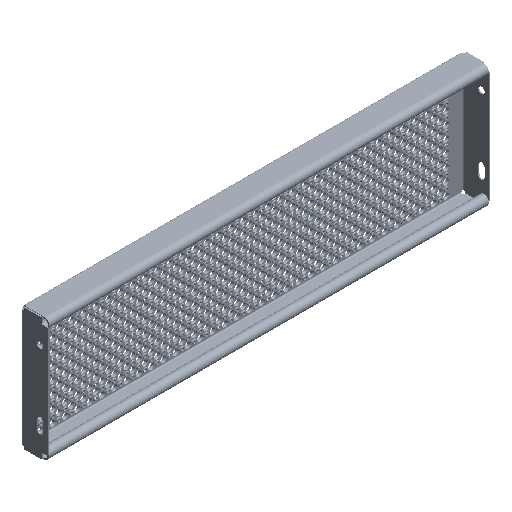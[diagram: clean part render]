
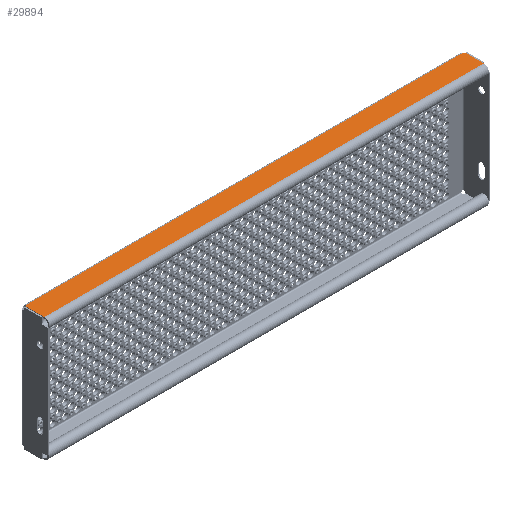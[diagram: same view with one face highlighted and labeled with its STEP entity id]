
A CAD part, isometric view. The second image highlights one B-rep face of the part: STEP entity #29894.
In plain terms, the highlighted planar face has unit normal (0, 0, 1).
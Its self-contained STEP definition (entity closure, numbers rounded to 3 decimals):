
#14557 = AXIS2_PLACEMENT_3D ( 'NONE', #100717, #241241, #200146 ) ;
#18553 = ORIENTED_EDGE ( 'NONE', *, *, #42560, .T. ) ;
#18624 = CARTESIAN_POINT ( 'NONE',  ( 447.49, -7.211, 125. ) ) ;
#23466 = CARTESIAN_POINT ( 'NONE',  ( 448.4, -2.295, 125. ) ) ;
#29894 = ADVANCED_FACE ( 'NONE', ( #96797 ), #160366, .T. ) ;
#32601 = CARTESIAN_POINT ( 'NONE',  ( -443.913, -4.5, 125. ) ) ;
#37325 = CIRCLE ( 'NONE', #58519, 5. ) ;
#38544 = VERTEX_POINT ( 'NONE', #255405 ) ;
#41828 = LINE ( 'NONE', #65610, #158544 ) ;
#42560 = EDGE_CURVE ( 'NONE', #231802, #124212, #136651, .T. ) ;
#45064 = EDGE_CURVE ( 'NONE', #124212, #95385, #41828, .T. ) ;
#49963 = CARTESIAN_POINT ( 'NONE',  ( -446.49, -44.505, 125. ) ) ;
#57156 = LINE ( 'NONE', #18624, #259873 ) ;
#58519 = AXIS2_PLACEMENT_3D ( 'NONE', #161977, #163293, #244214 ) ;
#60925 = CARTESIAN_POINT ( 'NONE',  ( 447.49, -44.505, 125. ) ) ;
#65610 = CARTESIAN_POINT ( 'NONE',  ( -446.49, -44.505, 125. ) ) ;
#68488 = DIRECTION ( 'NONE',  ( 0., 0., -1. ) ) ;
#69845 = ORIENTED_EDGE ( 'NONE', *, *, #128423, .F. ) ;
#81446 = ORIENTED_EDGE ( 'NONE', *, *, #150367, .T. ) ;
#87180 = CARTESIAN_POINT ( 'NONE',  ( -448.4, -4.5, 125. ) ) ;
#95385 = VERTEX_POINT ( 'NONE', #60925 ) ;
#96797 = FACE_OUTER_BOUND ( 'NONE', #102754, .T. ) ;
#100717 = CARTESIAN_POINT ( 'NONE',  ( -448.4, 244.505, 125. ) ) ;
#102754 = EDGE_LOOP ( 'NONE', ( #242649, #81446, #164429, #69845, #239446, #18553 ) ) ;
#107977 = EDGE_CURVE ( 'NONE', #38544, #253148, #160907, .T. ) ;
#109698 = LINE ( 'NONE', #87180, #157264 ) ;
#113520 = CARTESIAN_POINT ( 'NONE',  ( 443.913, -4.5, 125. ) ) ;
#114160 = DIRECTION ( 'NONE',  ( 0., -1., 0. ) ) ;
#124212 = VERTEX_POINT ( 'NONE', #49963 ) ;
#128423 = EDGE_CURVE ( 'NONE', #133110, #253148, #109698, .T. ) ;
#133110 = VERTEX_POINT ( 'NONE', #32601 ) ;
#136651 = LINE ( 'NONE', #254715, #178864 ) ;
#146499 = DIRECTION ( 'NONE',  ( 1., 0., 0. ) ) ;
#148151 = DIRECTION ( 'NONE',  ( 1., 0., 0. ) ) ;
#149390 = DIRECTION ( 'NONE',  ( 0., -1., 0. ) ) ;
#150367 = EDGE_CURVE ( 'NONE', #95385, #38544, #57156, .T. ) ;
#156638 = DIRECTION ( 'NONE',  ( 0., 1., 0. ) ) ;
#157264 = VECTOR ( 'NONE', #148151, 1000. ) ;
#158544 = VECTOR ( 'NONE', #146499, 1000. ) ;
#160366 = PLANE ( 'NONE',  #14557 ) ;
#160907 = CIRCLE ( 'NONE', #194791, 5. ) ;
#161977 = CARTESIAN_POINT ( 'NONE',  ( -448.4, -2.295, 125. ) ) ;
#163293 = DIRECTION ( 'NONE',  ( 0., 0., -1. ) ) ;
#163857 = EDGE_CURVE ( 'NONE', #133110, #231802, #37325, .T. ) ;
#164429 = ORIENTED_EDGE ( 'NONE', *, *, #107977, .T. ) ;
#178864 = VECTOR ( 'NONE', #114160, 1000. ) ;
#194791 = AXIS2_PLACEMENT_3D ( 'NONE', #23466, #68488, #149390 ) ;
#200146 = DIRECTION ( 'NONE',  ( 0., -1., 0. ) ) ;
#217926 = CARTESIAN_POINT ( 'NONE',  ( -446.49, -6.916, 125. ) ) ;
#231802 = VERTEX_POINT ( 'NONE', #217926 ) ;
#239446 = ORIENTED_EDGE ( 'NONE', *, *, #163857, .T. ) ;
#241241 = DIRECTION ( 'NONE',  ( 0., 0., 1. ) ) ;
#242649 = ORIENTED_EDGE ( 'NONE', *, *, #45064, .T. ) ;
#244214 = DIRECTION ( 'NONE',  ( 0., -1., 0. ) ) ;
#253148 = VERTEX_POINT ( 'NONE', #113520 ) ;
#254715 = CARTESIAN_POINT ( 'NONE',  ( -446.49, -6.916, 125. ) ) ;
#255405 = CARTESIAN_POINT ( 'NONE',  ( 447.49, -7.211, 125. ) ) ;
#259873 = VECTOR ( 'NONE', #156638, 1000. ) ;
